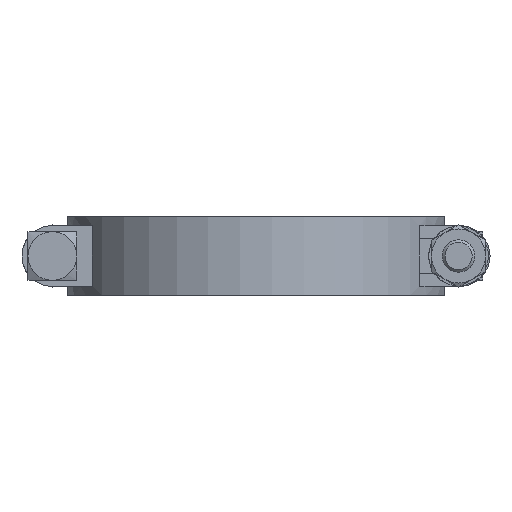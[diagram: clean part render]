
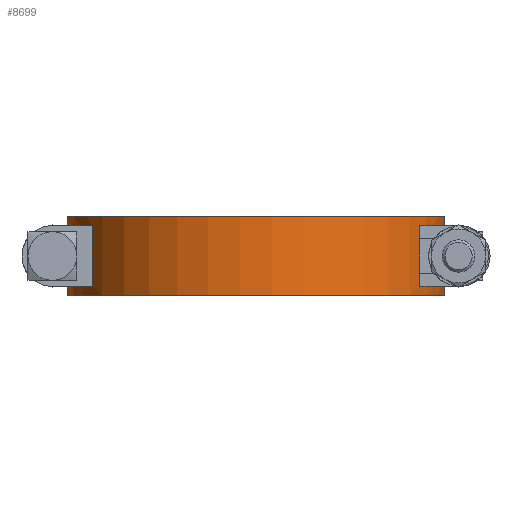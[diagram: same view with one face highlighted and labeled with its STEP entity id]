
A CAD part, front view. The second image highlights one B-rep face of the part: STEP entity #8699.
In plain terms, the highlighted cylindrical face has radius 55.463 mm (diameter 110.926 mm), a partial arc.
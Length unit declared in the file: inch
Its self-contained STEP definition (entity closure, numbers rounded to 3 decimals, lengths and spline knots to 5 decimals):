
#1006=FACE_OUTER_BOUND('',#1525,.T.);
#1525=EDGE_LOOP('',(#7814,#7815,#7816,#7817,#7818,#7819,#7820,#7821,#7822,
#7823,#7824,#7825,#7826,#7827,#7828,#7829));
#2081=LINE('',#18140,#2690);
#2103=LINE('',#18321,#2712);
#2110=LINE('',#18340,#2719);
#2119=LINE('',#18356,#2728);
#2136=LINE('',#18431,#2745);
#2138=LINE('',#18437,#2747);
#2145=LINE('',#18461,#2754);
#2146=LINE('',#18463,#2755);
#2690=VECTOR('',#10690,0.3937);
#2712=VECTOR('',#10806,0.3937);
#2719=VECTOR('',#10823,0.3937);
#2728=VECTOR('',#10840,0.3937);
#2745=VECTOR('',#10903,0.3937);
#2747=VECTOR('',#10907,0.3937);
#2754=VECTOR('',#10940,0.3937);
#2755=VECTOR('',#10941,0.3937);
#3006=CIRCLE('',#9235,2.18358);
#3007=CIRCLE('',#9237,2.18358);
#3018=CIRCLE('',#9262,2.18358);
#3019=CIRCLE('',#9264,2.18358);
#3023=CIRCLE('',#9272,2.18358);
#3024=CIRCLE('',#9276,2.18358);
#3025=CIRCLE('',#9278,2.18358);
#3026=CIRCLE('',#9280,2.18358);
#4093=VERTEX_POINT('',#18137);
#4094=VERTEX_POINT('',#18139);
#4133=VERTEX_POINT('',#18318);
#4134=VERTEX_POINT('',#18320);
#4135=VERTEX_POINT('',#18324);
#4136=VERTEX_POINT('',#18325);
#4138=VERTEX_POINT('',#18331);
#4139=VERTEX_POINT('',#18332);
#4164=VERTEX_POINT('',#18419);
#4166=VERTEX_POINT('',#18425);
#4167=VERTEX_POINT('',#18429);
#4169=VERTEX_POINT('',#18434);
#4170=VERTEX_POINT('',#18436);
#4173=VERTEX_POINT('',#18453);
#4174=VERTEX_POINT('',#18457);
#4175=VERTEX_POINT('',#18462);
#5282=EDGE_CURVE('',#4094,#4093,#2081,.T.);
#5348=EDGE_CURVE('',#4133,#4134,#2103,.T.);
#5350=EDGE_CURVE('',#4135,#4136,#3006,.T.);
#5353=EDGE_CURVE('',#4138,#4139,#3007,.T.);
#5357=EDGE_CURVE('',#4139,#4133,#2110,.T.);
#5366=EDGE_CURVE('',#4134,#4136,#2119,.T.);
#5394=EDGE_CURVE('',#4093,#4164,#3018,.T.);
#5397=EDGE_CURVE('',#4166,#4138,#3019,.T.);
#5399=EDGE_CURVE('',#4167,#4166,#2136,.T.);
#5402=EDGE_CURVE('',#4169,#4170,#2138,.T.);
#5407=EDGE_CURVE('',#4169,#4135,#3023,.T.);
#5410=EDGE_CURVE('',#4094,#4173,#3024,.T.);
#5412=EDGE_CURVE('',#4174,#4167,#3025,.T.);
#5414=EDGE_CURVE('',#4173,#4174,#2145,.T.);
#5415=EDGE_CURVE('',#4175,#4164,#2146,.T.);
#5416=EDGE_CURVE('',#4170,#4175,#3026,.T.);
#7814=ORIENTED_EDGE('',*,*,#5357,.F.);
#7815=ORIENTED_EDGE('',*,*,#5353,.F.);
#7816=ORIENTED_EDGE('',*,*,#5397,.F.);
#7817=ORIENTED_EDGE('',*,*,#5399,.F.);
#7818=ORIENTED_EDGE('',*,*,#5412,.F.);
#7819=ORIENTED_EDGE('',*,*,#5414,.F.);
#7820=ORIENTED_EDGE('',*,*,#5410,.F.);
#7821=ORIENTED_EDGE('',*,*,#5282,.T.);
#7822=ORIENTED_EDGE('',*,*,#5394,.T.);
#7823=ORIENTED_EDGE('',*,*,#5415,.F.);
#7824=ORIENTED_EDGE('',*,*,#5416,.F.);
#7825=ORIENTED_EDGE('',*,*,#5402,.F.);
#7826=ORIENTED_EDGE('',*,*,#5407,.T.);
#7827=ORIENTED_EDGE('',*,*,#5350,.T.);
#7828=ORIENTED_EDGE('',*,*,#5366,.F.);
#7829=ORIENTED_EDGE('',*,*,#5348,.F.);
#8153=CYLINDRICAL_SURFACE('',#9279,2.18358);
#8699=ADVANCED_FACE('',(#1006),#8153,.T.);
#9235=AXIS2_PLACEMENT_3D('',#18326,#10810,#10811);
#9237=AXIS2_PLACEMENT_3D('',#18333,#10816,#10817);
#9262=AXIS2_PLACEMENT_3D('',#18421,#10892,#10893);
#9264=AXIS2_PLACEMENT_3D('',#18427,#10898,#10899);
#9272=AXIS2_PLACEMENT_3D('',#18447,#10920,#10921);
#9276=AXIS2_PLACEMENT_3D('',#18454,#10930,#10931);
#9278=AXIS2_PLACEMENT_3D('',#18458,#10935,#10936);
#9279=AXIS2_PLACEMENT_3D('',#18460,#10938,#10939);
#9280=AXIS2_PLACEMENT_3D('',#18464,#10942,#10943);
#10690=DIRECTION('',(0.,0.,-1.));
#10806=DIRECTION('',(0.,0.,-1.));
#10810=DIRECTION('center_axis',(0.,0.,
-1.));
#10811=DIRECTION('ref_axis',(0.,-1.,0.));
#10816=DIRECTION('center_axis',(0.,0.,
-1.));
#10817=DIRECTION('ref_axis',(0.,-1.,0.));
#10823=DIRECTION('',(0.,0.,-1.));
#10840=DIRECTION('',(0.,0.,-1.));
#10892=DIRECTION('center_axis',(0.,0.,
-1.));
#10893=DIRECTION('ref_axis',(0.,-1.,0.));
#10898=DIRECTION('center_axis',(0.,0.,
-1.));
#10899=DIRECTION('ref_axis',(0.,-1.,0.));
#10903=DIRECTION('',(0.,0.,-1.));
#10907=DIRECTION('',(0.,0.,-1.));
#10920=DIRECTION('center_axis',(0.,0.,
-1.));
#10921=DIRECTION('ref_axis',(0.,-1.,0.));
#10930=DIRECTION('center_axis',(0.,0.,
-1.));
#10931=DIRECTION('ref_axis',(0.,-1.,0.));
#10935=DIRECTION('center_axis',(0.,0.,
1.));
#10936=DIRECTION('ref_axis',(-0.866,0.501,0.));
#10938=DIRECTION('center_axis',(0.,0.,
-1.));
#10939=DIRECTION('ref_axis',(0.,-1.,0.));
#10940=DIRECTION('',(0.,0.,1.));
#10941=DIRECTION('',(0.,0.,1.));
#10942=DIRECTION('center_axis',(0.,0.,
-1.));
#10943=DIRECTION('ref_axis',(0.,-1.,0.));
#18137=CARTESIAN_POINT('',(0.81,-0.985,0.105));
#18139=CARTESIAN_POINT('',(0.81,-0.985,0.805));
#18140=CARTESIAN_POINT('',(0.81,-0.985,0.91));
#18318=CARTESIAN_POINT('',(4.59,-0.985,0.655));
#18320=CARTESIAN_POINT('',(4.59,-0.985,0.255));
#18321=CARTESIAN_POINT('',(4.59,-0.985,0.91));
#18324=CARTESIAN_POINT('',(4.65947,-0.855,0.105));
#18325=CARTESIAN_POINT('',(4.59,-0.985,0.105));
#18326=CARTESIAN_POINT('Origin',(2.7,0.10858,0.105));
#18331=CARTESIAN_POINT('',(4.65947,-0.855,0.805));
#18332=CARTESIAN_POINT('',(4.59,-0.985,0.805));
#18333=CARTESIAN_POINT('Origin',(2.7,0.10858,0.805));
#18340=CARTESIAN_POINT('',(4.59,-0.985,0.91));
#18356=CARTESIAN_POINT('',(4.59,-0.985,0.91));
#18419=CARTESIAN_POINT('',(0.52895,-0.125,0.105));
#18421=CARTESIAN_POINT('Origin',(2.7,0.10858,0.105));
#18425=CARTESIAN_POINT('',(4.87105,-0.125,0.805));
#18427=CARTESIAN_POINT('Origin',(2.7,0.10858,0.805));
#18429=CARTESIAN_POINT('',(4.87105,-0.125,0.91));
#18431=CARTESIAN_POINT('',(4.87105,-0.125,0.8575));
#18434=CARTESIAN_POINT('',(4.87105,-0.125,0.105));
#18436=CARTESIAN_POINT('',(4.87105,-0.125,0.));
#18437=CARTESIAN_POINT('',(4.87105,-0.125,0.0525));
#18447=CARTESIAN_POINT('Origin',(2.7,0.10858,0.105));
#18453=CARTESIAN_POINT('',(0.52895,-0.125,0.805));
#18454=CARTESIAN_POINT('Origin',(2.7,0.10858,0.805));
#18457=CARTESIAN_POINT('',(0.52895,-0.125,0.91));
#18458=CARTESIAN_POINT('Origin',(2.7,0.10858,0.91));
#18460=CARTESIAN_POINT('Origin',(2.7,0.10858,0.91));
#18461=CARTESIAN_POINT('',(0.52895,-0.125,0.8575));
#18462=CARTESIAN_POINT('',(0.52895,-0.125,0.));
#18463=CARTESIAN_POINT('',(0.52895,-0.125,0.0525));
#18464=CARTESIAN_POINT('Origin',(2.7,0.10858,0.));
